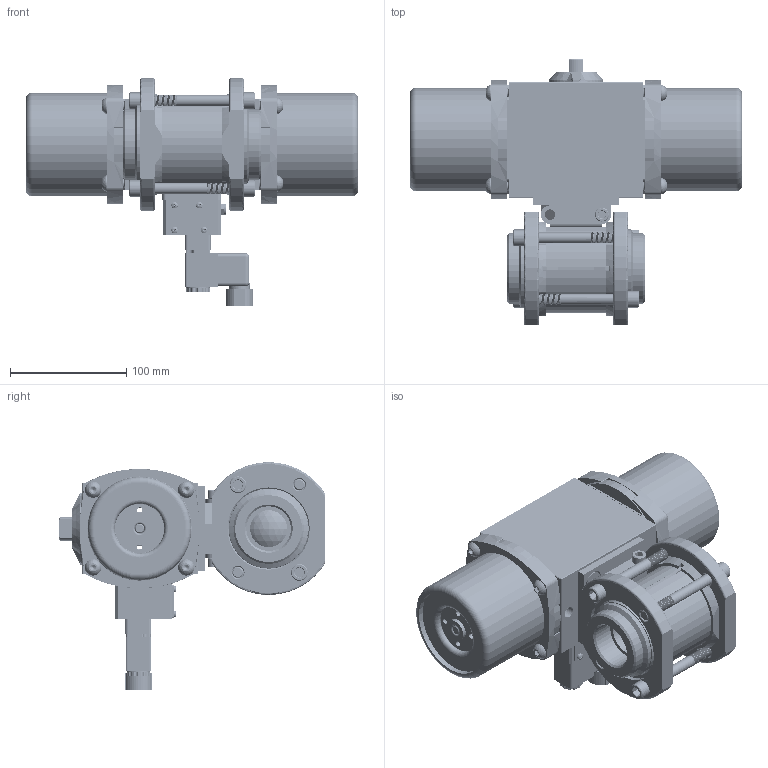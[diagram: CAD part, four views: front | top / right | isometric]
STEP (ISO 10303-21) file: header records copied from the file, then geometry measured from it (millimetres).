
FILE_DESCRIPTION (( 'STEP AP203' ), '1' );
FILE_NAME ('22XXTSWSA522SR3GPDC.step', '2018-06-12T12:07:20', ( '' ), ( '' ), 'SwSTEP 2.0', 'SolidWorks 2017', '' );
FILE_SCHEMA (( 'CONFIG_CONTROL_DESIGN' ));
Length unit declared in the file: inch
Products named in the file (1): 22XXTSWSA522SR3GPDC
Bounding box: 285.09 x 229.11 x 195.45 mm (x, y, z)
Volume: 1526899.1 mm3; surface area: 571857 mm2
Topology: 68 solids, 68 shells, 6021 faces, 15499 edges, 9699 vertices
Faces by surface type: cylinder 2600, cone 2048, plane 997, torus 261, bspline 85, sphere 30
Entity records: 216036 total; most frequent: CARTESIAN_POINT 68474, DIRECTION 32939, ORIENTED_EDGE 30738, EDGE_CURVE 15369, AXIS2_PLACEMENT_3D 13390, VERTEX_POINT 9697, CIRCLE 7453, EDGE_LOOP 6486
